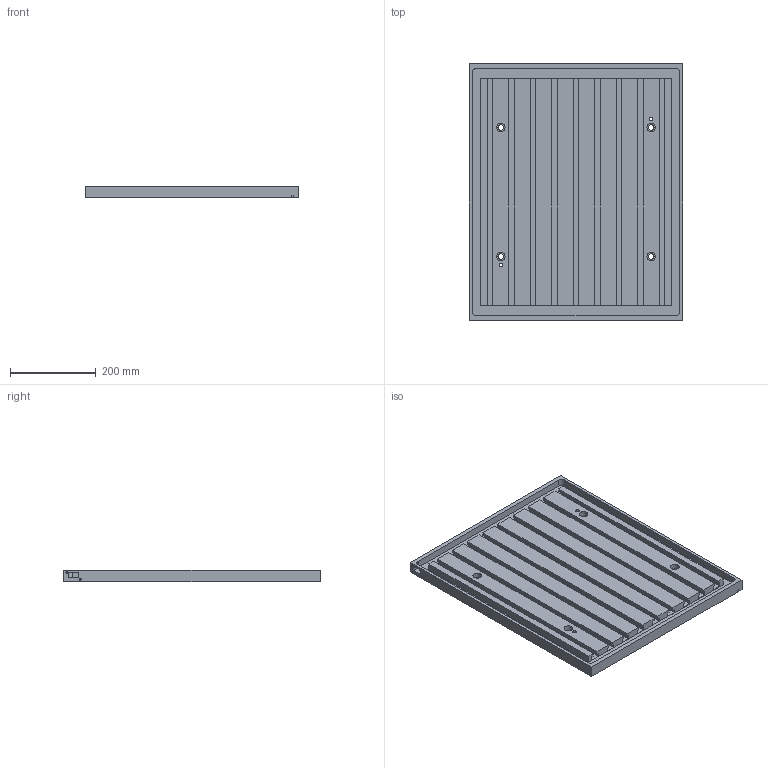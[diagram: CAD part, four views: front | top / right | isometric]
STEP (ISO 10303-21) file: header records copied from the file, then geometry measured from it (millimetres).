
FILE_DESCRIPTION(/* description */ (''),/* implementation_level */ '2;1');
FILE_NAME(/* name */ 'Machine_work_table.stp',/* time_stamp */ '2022-05-05T06:21:15+08:00',/* author */ (''),/* organization */ (''),/* preprocessor_version */ 'ST-DEVELOPER v16',/* originating_system */ 'SIEMENS PLM Software NX 10.0',/* authorisation */ '');
FILE_SCHEMA (('AUTOMOTIVE_DESIGN { 1 0 10303 214 3 1 1 1 }'));
Length unit declared in the file: millimetre
Products named in the file (1): AdmiEA08EF08dpz7
Bounding box: 496 x 596 x 27 mm (x, y, z)
Volume: 5788934.9 mm3; surface area: 959356.2 mm2
Topology: 1 solids, 1 shells, 130 faces, 365 edges, 242 vertices
Faces by surface type: plane 104, cylinder 24, cone 2
Full cylindrical faces by diameter (mm): 4.134 x4, 8 x2, 13 x4, 20 x4
Entity records: 4245 total; most frequent: CARTESIAN_POINT 791, ORIENTED_EDGE 726, DIRECTION 669, EDGE_CURVE 363, LINE 317, VECTOR 317, VERTEX_POINT 242, AXIS2_PLACEMENT_3D 176
